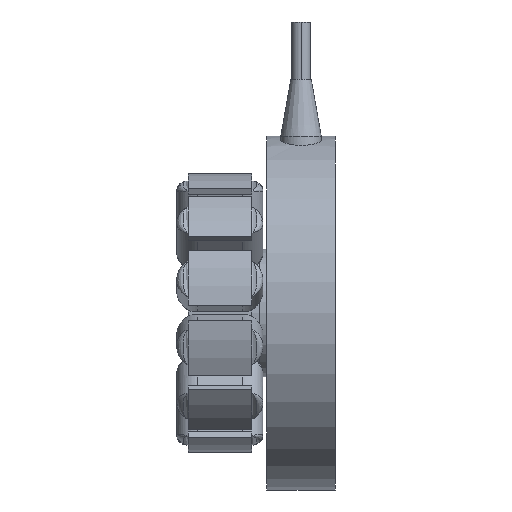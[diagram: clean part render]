
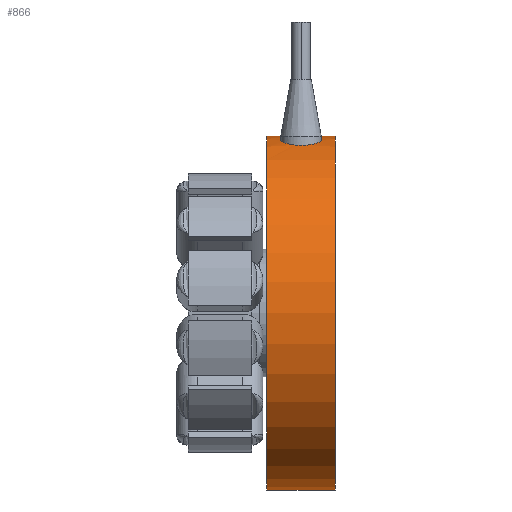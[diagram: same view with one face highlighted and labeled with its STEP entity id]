
A CAD part, left-side view. The second image highlights one B-rep face of the part: STEP entity #866.
In plain terms, the highlighted cylindrical face has radius 13.95 mm (diameter 27.9 mm), a partial arc.
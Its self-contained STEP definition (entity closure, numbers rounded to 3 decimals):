
#214 = CARTESIAN_POINT ( 'NONE',  ( -4.367, 3.221, 13.249 ) ) ;
#261 = CARTESIAN_POINT ( 'NONE',  ( 0., 5.4, 0. ) ) ;
#319 = DIRECTION ( 'NONE',  ( 0., 0., -1. ) ) ;
#792 = VECTOR ( 'NONE', #15075, 1000. ) ;
#866 = ADVANCED_FACE ( 'NONE', ( #5661 ), #15222, .T. ) ;
#1015 = CARTESIAN_POINT ( 'NONE',  ( 0., 0., -13.95 ) ) ;
#1018 = EDGE_LOOP ( 'NONE', ( #17286, #1381, #5557, #13217, #16392, #9166, #5653, #17231 ) ) ;
#1079 = DIRECTION ( 'NONE',  ( 0., -1., 0. ) ) ;
#1340 = CARTESIAN_POINT ( 'NONE',  ( -3.06, 1.1, 13.612 ) ) ;
#1381 = ORIENTED_EDGE ( 'NONE', *, *, #9235, .F. ) ;
#1734 = EDGE_CURVE ( 'NONE', #16212, #16959, #20291, .T. ) ;
#1872 = CARTESIAN_POINT ( 'NONE',  ( -3.264, 4.26, 13.564 ) ) ;
#2069 = CARTESIAN_POINT ( 'NONE',  ( -3.653, 4.1, 13.465 ) ) ;
#2517 = VERTEX_POINT ( 'NONE', #6884 ) ;
#2847 = CARTESIAN_POINT ( 'NONE',  ( 0., 4.3, 13.95 ) ) ;
#2851 = CARTESIAN_POINT ( 'NONE',  ( -4.117, 1.716, 13.329 ) ) ;
#3285 = CARTESIAN_POINT ( 'NONE',  ( -3.061, 4.3, 13.612 ) ) ;
#3392 = AXIS2_PLACEMENT_3D ( 'NONE', #13632, #6881, #11992 ) ;
#3486 = CARTESIAN_POINT ( 'NONE',  ( -4.05, 3.764, 13.349 ) ) ;
#3527 = EDGE_CURVE ( 'NONE', #16212, #4694, #19034, .T. ) ;
#4066 = AXIS2_PLACEMENT_3D ( 'NONE', #261, #5276, #16911 ) ;
#4473 = CARTESIAN_POINT ( 'NONE',  ( 0., 5.4, -13.95 ) ) ;
#4486 = CARTESIAN_POINT ( 'NONE',  ( -3.898, 1.486, 13.395 ) ) ;
#4621 = VERTEX_POINT ( 'NONE', #4473 ) ;
#4694 = VERTEX_POINT ( 'NONE', #19870 ) ;
#5276 = DIRECTION ( 'NONE',  ( 0., 1., 0. ) ) ;
#5308 = EDGE_CURVE ( 'NONE', #8577, #9565, #9638, .T. ) ;
#5557 = ORIENTED_EDGE ( 'NONE', *, *, #21440, .T. ) ;
#5575 = EDGE_CURVE ( 'NONE', #16959, #8577, #19690, .T. ) ;
#5653 = ORIENTED_EDGE ( 'NONE', *, *, #5575, .T. ) ;
#5661 = FACE_OUTER_BOUND ( 'NONE', #1018, .T. ) ;
#6082 = CARTESIAN_POINT ( 'NONE',  ( 0., 1.1, 0. ) ) ;
#6216 = CARTESIAN_POINT ( 'NONE',  ( -4.408, 2.276, 13.236 ) ) ;
#6296 = CIRCLE ( 'NONE', #8713, 13.95 ) ;
#6625 = VECTOR ( 'NONE', #16722, 1000. ) ;
#6643 = CARTESIAN_POINT ( 'NONE',  ( -3.825, 3.986, 13.416 ) ) ;
#6881 = DIRECTION ( 'NONE',  ( 0., 1., 0. ) ) ;
#6884 = CARTESIAN_POINT ( 'NONE',  ( 0., 5.4, 13.95 ) ) ;
#6957 = CARTESIAN_POINT ( 'NONE',  ( 0., 5.4, 0. ) ) ;
#7110 = CARTESIAN_POINT ( 'NONE',  ( 0., 5.4, 13.95 ) ) ;
#7753 = CARTESIAN_POINT ( 'NONE',  ( -3.819, 1.422, 13.417 ) ) ;
#7864 = CARTESIAN_POINT ( 'NONE',  ( -4.233, 1.889, 13.292 ) ) ;
#7963 = CARTESIAN_POINT ( 'NONE',  ( -4.44, 2.911, 13.225 ) ) ;
#8073 = CARTESIAN_POINT ( 'NONE',  ( -2.85, 1.1, 13.656 ) ) ;
#8174 = CARTESIAN_POINT ( 'NONE',  ( 0., 1.1, 13.95 ) ) ;
#8577 = VERTEX_POINT ( 'NONE', #10813 ) ;
#8713 = AXIS2_PLACEMENT_3D ( 'NONE', #16013, #10697, #9275 ) ;
#9166 = ORIENTED_EDGE ( 'NONE', *, *, #1734, .T. ) ;
#9235 = EDGE_CURVE ( 'NONE', #4621, #2517, #13448, .T. ) ;
#9275 = DIRECTION ( 'NONE',  ( 0., 0., 1. ) ) ;
#9565 = VERTEX_POINT ( 'NONE', #2847 ) ;
#9638 = CIRCLE ( 'NONE', #3392, 13.95 ) ;
#10697 = DIRECTION ( 'NONE',  ( 0., 1., 0. ) ) ;
#10813 = CARTESIAN_POINT ( 'NONE',  ( -2.85, 4.3, 13.656 ) ) ;
#10976 = AXIS2_PLACEMENT_3D ( 'NONE', #6082, #1079, #21054 ) ;
#11444 = CARTESIAN_POINT ( 'NONE',  ( -3.555, 1.26, 13.49 ) ) ;
#11992 = DIRECTION ( 'NONE',  ( 0., 0., 1. ) ) ;
#12079 = DIRECTION ( 'NONE',  ( 0., -1., 0. ) ) ;
#12216 = EDGE_CURVE ( 'NONE', #19536, #4694, #6296, .T. ) ;
#12293 = VECTOR ( 'NONE', #13745, 1000. ) ;
#12856 = CARTESIAN_POINT ( 'NONE',  ( -4.45, 2.483, 13.221 ) ) ;
#13217 = ORIENTED_EDGE ( 'NONE', *, *, #12216, .T. ) ;
#13448 = CIRCLE ( 'NONE', #4066, 13.95 ) ;
#13632 = CARTESIAN_POINT ( 'NONE',  ( 0., 4.3, 0. ) ) ;
#13711 = CARTESIAN_POINT ( 'NONE',  ( -4.284, 3.417, 13.276 ) ) ;
#13745 = DIRECTION ( 'NONE',  ( 0., -1., 0. ) ) ;
#14393 = CARTESIAN_POINT ( 'NONE',  ( -4.05, 1.636, 13.35 ) ) ;
#14808 = CARTESIAN_POINT ( 'NONE',  ( -2.85, 1.1, 13.656 ) ) ;
#14872 = CARTESIAN_POINT ( 'NONE',  ( 0., 5.4, 13.95 ) ) ;
#15075 = DIRECTION ( 'NONE',  ( 0., -1., 0. ) ) ;
#15222 = CYLINDRICAL_SURFACE ( 'NONE', #17211, 13.95 ) ;
#16013 = CARTESIAN_POINT ( 'NONE',  ( 0., 0., 0. ) ) ;
#16212 = VERTEX_POINT ( 'NONE', #8174 ) ;
#16392 = ORIENTED_EDGE ( 'NONE', *, *, #3527, .F. ) ;
#16408 = LINE ( 'NONE', #14872, #6625 ) ;
#16722 = DIRECTION ( 'NONE',  ( 0., -1., 0. ) ) ;
#16911 = DIRECTION ( 'NONE',  ( 0., 0., 1. ) ) ;
#16959 = VERTEX_POINT ( 'NONE', #14808 ) ;
#17211 = AXIS2_PLACEMENT_3D ( 'NONE', #6957, #12079, #319 ) ;
#17231 = ORIENTED_EDGE ( 'NONE', *, *, #5308, .T. ) ;
#17286 = ORIENTED_EDGE ( 'NONE', *, *, #19677, .F. ) ;
#18062 = CARTESIAN_POINT ( 'NONE',  ( -3.647, 1.308, 13.465 ) ) ;
#18408 = LINE ( 'NONE', #19819, #792 ) ;
#19034 = LINE ( 'NONE', #7110, #12293 ) ;
#19439 = CARTESIAN_POINT ( 'NONE',  ( -4.45, 2.805, 13.221 ) ) ;
#19536 = VERTEX_POINT ( 'NONE', #1015 ) ;
#19677 = EDGE_CURVE ( 'NONE', #2517, #9565, #16408, .T. ) ;
#19690 = B_SPLINE_CURVE_WITH_KNOTS ( 'NONE', 3,
 ( #8073, #1340, #21307, #11444, #18062, #7753, #4486, #14393, #2851, #7864, #21087, #6216, #12856, #19439, #7963, #21190, #214, #13711, #20286, #20077, #3486, #6643, #2069, #1872, #3285, #20187 ),
 .UNSPECIFIED., .F., .F.,
 ( 4, 2, 2, 2, 2, 2, 2, 2, 2, 2, 2, 2, 4 ),
 ( 0., 0.125, 0.187, 0.25, 0.312, 0.375, 0.5, 0.562, 0.625, 0.687, 0.75, 0.875, 1. ),
 .UNSPECIFIED. ) ;
#19819 = CARTESIAN_POINT ( 'NONE',  ( 0., 5.4, -13.95 ) ) ;
#19870 = CARTESIAN_POINT ( 'NONE',  ( 0., 0., 13.95 ) ) ;
#20077 = CARTESIAN_POINT ( 'NONE',  ( -4.118, 3.682, 13.328 ) ) ;
#20187 = CARTESIAN_POINT ( 'NONE',  ( -2.85, 4.3, 13.656 ) ) ;
#20286 = CARTESIAN_POINT ( 'NONE',  ( -4.235, 3.509, 13.292 ) ) ;
#20291 = CIRCLE ( 'NONE', #10976, 13.95 ) ;
#21054 = DIRECTION ( 'NONE',  ( 0., 0., -1. ) ) ;
#21087 = CARTESIAN_POINT ( 'NONE',  ( -4.282, 1.979, 13.276 ) ) ;
#21190 = CARTESIAN_POINT ( 'NONE',  ( -4.398, 3.118, 13.238 ) ) ;
#21307 = CARTESIAN_POINT ( 'NONE',  ( -3.263, 1.14, 13.565 ) ) ;
#21440 = EDGE_CURVE ( 'NONE', #4621, #19536, #18408, .T. ) ;
